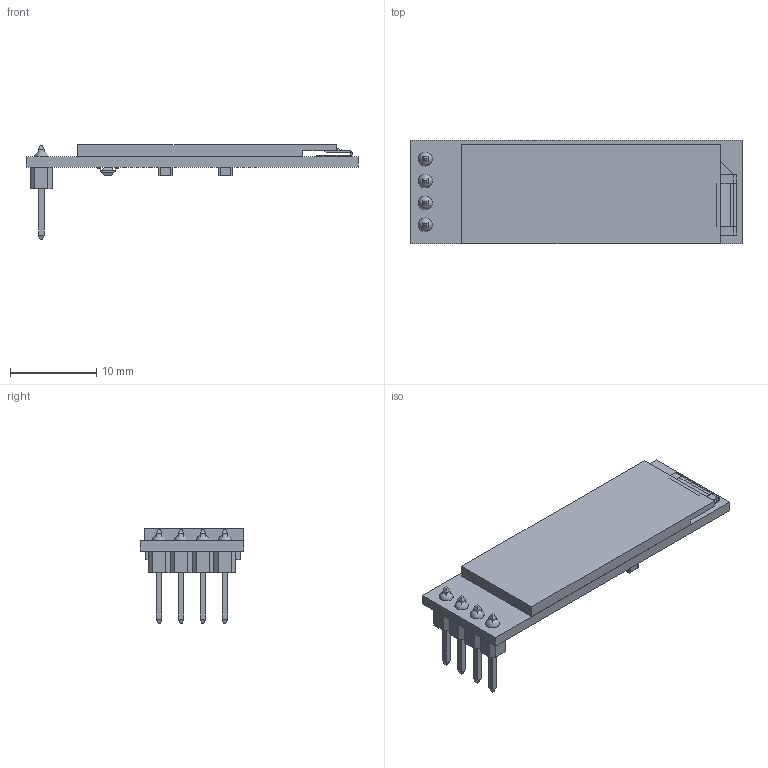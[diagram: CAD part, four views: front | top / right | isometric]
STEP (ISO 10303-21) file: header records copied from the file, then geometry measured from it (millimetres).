
FILE_DESCRIPTION(/* description */ (''),/* implementation_level */ '2;1');
FILE_NAME(/* name */ '128x32-OLED.step',/* time_stamp */ '2024-05-10T20:56:58+02:00',/* author */ (''),/* organization */ (''),/* preprocessor_version */ 'ST-DEVELOPER v20',/* originating_system */ 'Autodesk Translation Framework v12.20.1.177',/* authorisation */ '');
FILE_SCHEMA (('AUTOMOTIVE_DESIGN { 1 0 10303 214 3 1 1 }'));
Length unit declared in the file: millimetre
Products named in the file (17): OLED 128 x 32 Display Assembly; Board_001; 1x4 Male Header_001; 0603 Capacitor_001; 0603 Capacitor_002; 0603 Capacitor_003; 0603 Capacitor_004; 0603 Capacitor_005; 0603 Capacitor_006; 0603 Capacitor_007; 0603 Capacitor_008; 0603 Resistor_001; 0603 Resistor_002; 0603 Resistor_003; 0603 Resistor_004; 0603 Resistor_005; Surface Mount Transistor_001
Assembly tree (16 placements, depth 2):
  OLED 128 x 32 Display Assembly
    Board_001
    1x4 Male Header_001
    0603 Capacitor_001
    0603 Capacitor_002
    0603 Capacitor_003
    0603 Capacitor_004
    0603 Capacitor_005
    0603 Capacitor_006
    0603 Capacitor_007
    0603 Capacitor_008
    0603 Resistor_001
    0603 Resistor_002
    0603 Resistor_003
    0603 Resistor_004
    0603 Resistor_005
    Surface Mount Transistor_001
Bounding box: 38.5 x 12 x 10.98 mm (x, y, z)
Volume: 1108.3 mm3; surface area: 2393 mm2
Topology: 57 solids, 57 shells, 452 faces, 984 edges, 642 vertices
Faces by surface type: plane 425, cylinder 23, sphere 4
Full cylindrical faces by diameter (mm): 0.9 x4
Entity records: 12650 total; most frequent: CARTESIAN_POINT 2107, DIRECTION 2004, ORIENTED_EDGE 1960, EDGE_CURVE 980, LINE 926, VECTOR 926, VERTEX_POINT 642, AXIS2_PLACEMENT_3D 539
